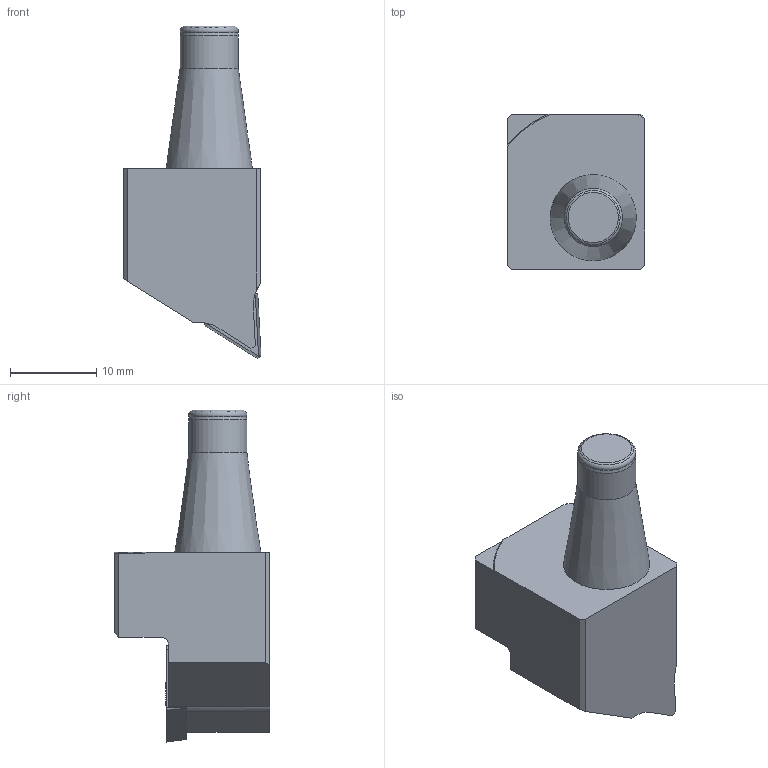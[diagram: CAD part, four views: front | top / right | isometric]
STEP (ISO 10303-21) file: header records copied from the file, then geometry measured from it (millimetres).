
FILE_DESCRIPTION(/* description */ (''),/* implementation_level */ '2;1');
FILE_NAME(/* name */ '1724929491707.stp',/* time_stamp */ '2024-08-29T16:35:02+05:00',/* author */ (''),/* organization */ ('SMS'),/* preprocessor_version */ 'ST-DEVELOPER v16.7',/* originating_system */ 'SIEMENS PLM Software NX 12.0',/* authorisation */ '');
FILE_SCHEMA (('AUTOMOTIVE_DESIGN { 1 0 10303 214 3 1 1 1 }'));
Length unit declared in the file: millimetre
Products named in the file (4): IsoTurningInsert; ASSEMBLY_CONSTRUCTION; 205392196mod000_00; 205392194mod000_00
Assembly tree (3 placements, depth 2):
  205392194mod000_00
    205392196mod000_00
    ASSEMBLY_CONSTRUCTION
    IsoTurningInsert
Bounding box: 16 x 18 x 38.5 mm (x, y, z)
Volume: 4956.8 mm3; surface area: 2181.8 mm2
Topology: 2 solids, 2 shells, 54 faces, 137 edges, 96 vertices
Faces by surface type: plane 30, cone 12, cylinder 6, torus 5, sphere 1
Full cylindrical faces by diameter (mm): 2.8 x2, 6.75 x1
Entity records: 1736 total; most frequent: CARTESIAN_POINT 329, DIRECTION 282, ORIENTED_EDGE 230, EDGE_CURVE 115, AXIS2_PLACEMENT_3D 107, VERTEX_POINT 82, EDGE_LOOP 73, LINE 68
